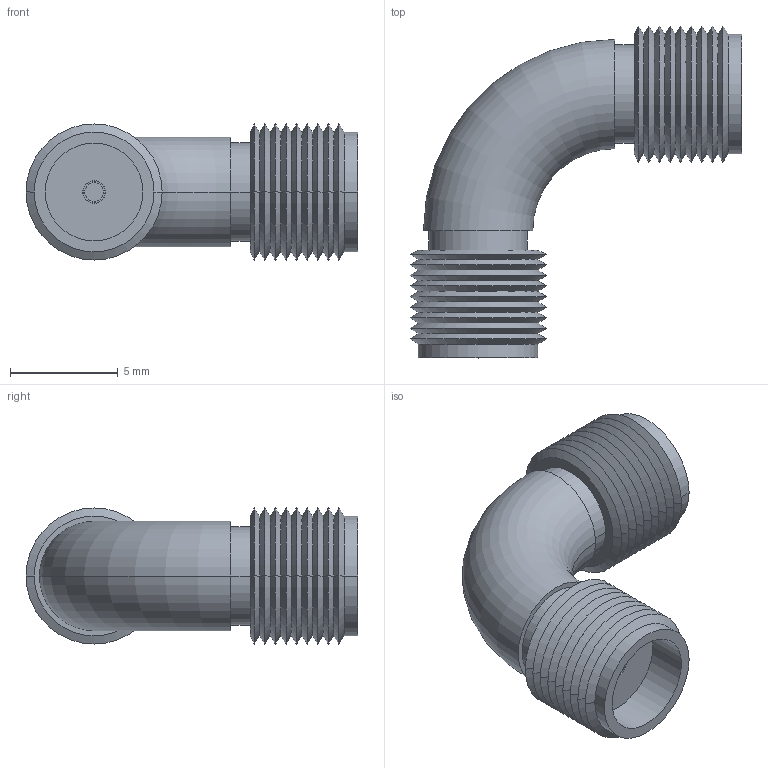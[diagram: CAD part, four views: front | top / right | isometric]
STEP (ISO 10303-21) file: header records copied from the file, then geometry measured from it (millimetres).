
FILE_DESCRIPTION (( 'STEP AP214' ), '1' );
FILE_NAME ('FMAD1195_3D.STEP', '2021-01-15T18:25:04', ( '' ), ( '' ), 'SwSTEP 2.0', 'SolidWorks 2018', '' );
FILE_SCHEMA (( 'AUTOMOTIVE_DESIGN' ));
Length unit declared in the file: inch
Products named in the file (3): PE91495-MA2; PE91495-MA1; FMAD1195_3D
Assembly tree (3 placements, depth 2):
  FMAD1195_3D
    PE91495-MA2
    PE91495-MA1  x2
Bounding box: 15.43 x 15.43 x 6.32 mm (x, y, z)
Volume: 441 mm3; surface area: 739.9 mm2
Topology: 3 solids, 3 shells, 114 faces, 222 edges, 124 vertices
Faces by surface type: cone 72, cylinder 24, plane 16, torus 2
Entity records: 2294 total; most frequent: DIRECTION 310, CARTESIAN_POINT 243, ORIENTED_EDGE 228, AXIS2_PLACEMENT_3D 131, EDGE_CURVE 114, CIRCLE 66, EDGE_LOOP 64, VERTEX_POINT 64
